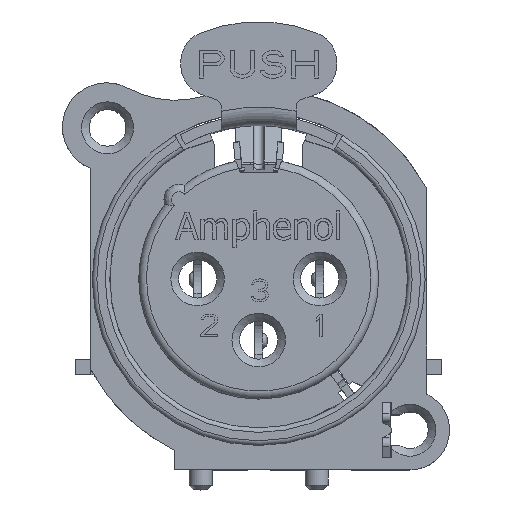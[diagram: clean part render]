
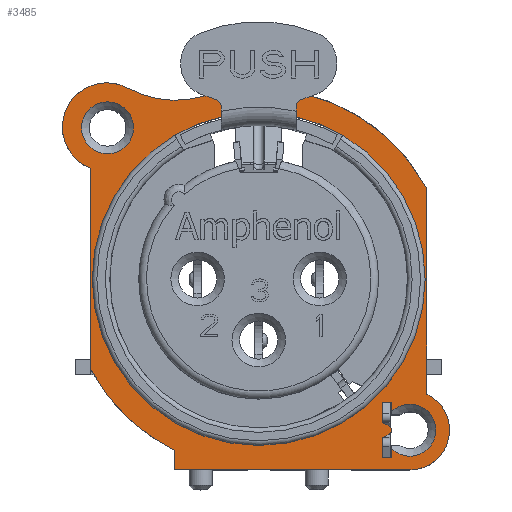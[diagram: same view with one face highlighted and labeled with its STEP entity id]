
A CAD part, top view. The second image highlights one B-rep face of the part: STEP entity #3485.
In plain terms, the highlighted planar face has unit normal (0, 0, 1).
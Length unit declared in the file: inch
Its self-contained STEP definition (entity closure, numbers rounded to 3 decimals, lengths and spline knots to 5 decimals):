
#3108=CARTESIAN_POINT('',(0.28941,0.91382,-0.10236));
#3109=VERTEX_POINT('',#3108);
#3203=CARTESIAN_POINT('',(0.72243,0.91382,-0.10236));
#3204=VERTEX_POINT('',#3203);
#3225=CARTESIAN_POINT('',(0.50592,0.54331,-0.10236));
#3226=DIRECTION('',(0.0,0.0,-1.0));
#3227=DIRECTION('',(-0.505,0.863,0.0));
#3228=AXIS2_PLACEMENT_3D('',#3225,#3226,#3227);
#3229=CIRCLE('',#3228,0.42913);
#3230=EDGE_CURVE('',#3109,#3204,#3229,.T.);
#3296=CARTESIAN_POINT('',(0.50592,0.54331,-0.10236));
#3297=DIRECTION('',(0.0,0.0,1.0));
#3298=DIRECTION('',(1.0,0.0,0.0));
#3299=AXIS2_PLACEMENT_3D('',#3296,#3297,#3298);
#3300=PLANE('',#3299);
#3301=CARTESIAN_POINT('',(0.93899,0.77705,-0.10236));
#3302=VERTEX_POINT('',#3301);
#3303=CARTESIAN_POINT('',(0.93899,0.24633,-0.10236));
#3304=VERTEX_POINT('',#3303);
#3305=CARTESIAN_POINT('',(0.93899,0.77705,-0.10236));
#3306=DIRECTION('',(0.0,-1.0,0.0));
#3307=VECTOR('',#3306,0.53073);
#3308=LINE('',#3305,#3307);
#3309=EDGE_CURVE('',#3302,#3304,#3308,.T.);
#3310=ORIENTED_EDGE('',*,*,#3309,.F.);
#3311=CARTESIAN_POINT('',(0.36479,1.01476,-0.10236));
#3312=VERTEX_POINT('',#3311);
#3313=CARTESIAN_POINT('',(0.50592,0.54331,-0.10236));
#3314=DIRECTION('',(0.0,0.0,1.0));
#3315=DIRECTION('',(0.88,0.475,0.0));
#3316=AXIS2_PLACEMENT_3D('',#3313,#3314,#3315);
#3317=CIRCLE('',#3316,0.49213);
#3318=EDGE_CURVE('',#3302,#3312,#3317,.T.);
#3319=ORIENTED_EDGE('',*,*,#3318,.T.);
#3320=CARTESIAN_POINT('',(0.16886,1.03527,-0.10236));
#3321=VERTEX_POINT('',#3320);
#3322=CARTESIAN_POINT('',(0.29141,1.25992,-0.10236));
#3323=DIRECTION('',(0.0,0.0,-1.0));
#3324=DIRECTION('',(0.287,-0.958,0.0));
#3325=AXIS2_PLACEMENT_3D('',#3322,#3323,#3324);
#3326=CIRCLE('',#3325,0.25591);
#3327=EDGE_CURVE('',#3312,#3321,#3326,.T.);
#3328=ORIENTED_EDGE('',*,*,#3327,.T.);
#3329=CARTESIAN_POINT('',(0.07285,0.82861,-0.10236));
#3330=VERTEX_POINT('',#3329);
#3331=CARTESIAN_POINT('',(0.11418,0.93504,-0.10236));
#3332=DIRECTION('',(0.0,0.0,-1.0));
#3333=DIRECTION('',(-0.362,-0.932,0.0));
#3334=AXIS2_PLACEMENT_3D('',#3331,#3332,#3333);
#3335=CIRCLE('',#3334,0.11417);
#3336=EDGE_CURVE('',#3330,#3321,#3335,.T.);
#3337=ORIENTED_EDGE('',*,*,#3336,.F.);
#3338=CARTESIAN_POINT('',(0.07285,0.30956,-0.10236));
#3339=VERTEX_POINT('',#3338);
#3340=CARTESIAN_POINT('',(0.07285,0.30956,-0.10236));
#3341=DIRECTION('',(0.0,1.0,0.0));
#3342=VECTOR('',#3341,0.51905);
#3343=LINE('',#3340,#3342);
#3344=EDGE_CURVE('',#3339,#3330,#3343,.T.);
#3345=ORIENTED_EDGE('',*,*,#3344,.F.);
#3346=CARTESIAN_POINT('',(0.28938,0.10138,-0.10236));
#3347=VERTEX_POINT('',#3346);
#3348=CARTESIAN_POINT('',(0.50592,0.54331,-0.10236));
#3349=DIRECTION('',(0.0,0.0,1.0));
#3350=DIRECTION('',(-0.88,-0.475,0.0));
#3351=AXIS2_PLACEMENT_3D('',#3348,#3349,#3350);
#3352=CIRCLE('',#3351,0.49213);
#3353=EDGE_CURVE('',#3339,#3347,#3352,.T.);
#3354=ORIENTED_EDGE('',*,*,#3353,.T.);
#3355=CARTESIAN_POINT('',(0.28938,0.05118,-0.10236));
#3356=VERTEX_POINT('',#3355);
#3357=CARTESIAN_POINT('',(0.28938,0.05118,-0.10236));
#3358=DIRECTION('',(0.0,1.0,0.0));
#3359=VECTOR('',#3358,0.0502);
#3360=LINE('',#3357,#3359);
#3361=EDGE_CURVE('',#3356,#3347,#3360,.T.);
#3362=ORIENTED_EDGE('',*,*,#3361,.F.);
#3363=CARTESIAN_POINT('',(0.89566,0.05118,-0.10236));
#3364=VERTEX_POINT('',#3363);
#3365=CARTESIAN_POINT('',(0.89566,0.05118,-0.10236));
#3366=DIRECTION('',(-1.0,0.0,0.0));
#3367=VECTOR('',#3366,0.60628);
#3368=LINE('',#3365,#3367);
#3369=EDGE_CURVE('',#3364,#3356,#3368,.T.);
#3370=ORIENTED_EDGE('',*,*,#3369,.F.);
#3371=CARTESIAN_POINT('',(0.89566,0.15356,-0.10236));
#3372=DIRECTION('',(0.0,0.0,1.0));
#3373=DIRECTION('',(1.0,0.0,0.0));
#3374=AXIS2_PLACEMENT_3D('',#3371,#3372,#3373);
#3375=CIRCLE('',#3374,0.10238);
#3376=EDGE_CURVE('',#3364,#3304,#3375,.T.);
#3377=ORIENTED_EDGE('',*,*,#3376,.T.);
#3378=EDGE_LOOP('',(#3310,#3319,#3328,#3337,#3345,#3354,#3362,#3370,#3377));
#3379=FACE_OUTER_BOUND('',#3378,.T.);
#3380=CARTESIAN_POINT('',(0.1831,0.93305,-0.10236));
#3381=VERTEX_POINT('',#3380);
#3382=CARTESIAN_POINT('',(0.11617,0.93305,-0.10236));
#3383=DIRECTION('',(0.0,0.0,-1.0));
#3384=DIRECTION('',(1.0,0.0,0.0));
#3385=AXIS2_PLACEMENT_3D('',#3382,#3383,#3384);
#3386=CIRCLE('',#3385,0.06693);
#3387=EDGE_CURVE('',#3381,#3381,#3386,.T.);
#3388=ORIENTED_EDGE('',*,*,#3387,.T.);
#3389=EDGE_LOOP('',(#3388));
#3390=FACE_BOUND('',#3389,.T.);
#3391=CARTESIAN_POINT('',(0.84844,0.22443,-0.10236));
#3392=VERTEX_POINT('',#3391);
#3393=CARTESIAN_POINT('',(0.84844,0.20099,-0.10236));
#3394=VERTEX_POINT('',#3393);
#3395=CARTESIAN_POINT('',(0.84844,0.22443,-0.10236));
#3396=DIRECTION('',(0.0,-1.0,0.0));
#3397=VECTOR('',#3396,0.02344);
#3398=LINE('',#3395,#3397);
#3399=EDGE_CURVE('',#3392,#3394,#3398,.T.);
#3400=ORIENTED_EDGE('',*,*,#3399,.T.);
#3401=CARTESIAN_POINT('',(0.84844,0.10614,-0.10236));
#3402=VERTEX_POINT('',#3401);
#3403=CARTESIAN_POINT('',(0.89566,0.15356,-0.10236));
#3404=DIRECTION('',(0.0,0.0,-1.0));
#3405=DIRECTION('',(1.0,0.0,0.0));
#3406=AXIS2_PLACEMENT_3D('',#3403,#3404,#3405);
#3407=CIRCLE('',#3406,0.06693);
#3408=EDGE_CURVE('',#3394,#3402,#3407,.T.);
#3409=ORIENTED_EDGE('',*,*,#3408,.T.);
#3410=CARTESIAN_POINT('',(0.84844,0.0827,-0.10236));
#3411=VERTEX_POINT('',#3410);
#3412=CARTESIAN_POINT('',(0.84844,0.10614,-0.10236));
#3413=DIRECTION('',(0.0,-1.0,0.0));
#3414=VECTOR('',#3413,0.02344);
#3415=LINE('',#3412,#3414);
#3416=EDGE_CURVE('',#3402,#3411,#3415,.T.);
#3417=ORIENTED_EDGE('',*,*,#3416,.T.);
#3418=CARTESIAN_POINT('',(0.82481,0.0827,-0.10236));
#3419=VERTEX_POINT('',#3418);
#3420=CARTESIAN_POINT('',(0.84844,0.0827,-0.10236));
#3421=DIRECTION('',(-1.0,0.0,0.0));
#3422=VECTOR('',#3421,0.02362);
#3423=LINE('',#3420,#3422);
#3424=EDGE_CURVE('',#3411,#3419,#3423,.T.);
#3425=ORIENTED_EDGE('',*,*,#3424,.T.);
#3426=CARTESIAN_POINT('',(0.82481,0.13388,-0.10236));
#3427=VERTEX_POINT('',#3426);
#3428=CARTESIAN_POINT('',(0.82481,0.0827,-0.10236));
#3429=DIRECTION('',(0.0,1.0,0.0));
#3430=VECTOR('',#3429,0.05118);
#3431=LINE('',#3428,#3430);
#3432=EDGE_CURVE('',#3419,#3427,#3431,.T.);
#3433=ORIENTED_EDGE('',*,*,#3432,.T.);
#3434=CARTESIAN_POINT('',(0.84217,0.14314,-0.10236));
#3435=VERTEX_POINT('',#3434);
#3436=CARTESIAN_POINT('',(0.82481,0.13388,-0.10236));
#3437=DIRECTION('',(0.882,0.471,0.0));
#3438=VECTOR('',#3437,0.01967);
#3439=LINE('',#3436,#3438);
#3440=EDGE_CURVE('',#3427,#3435,#3439,.T.);
#3441=ORIENTED_EDGE('',*,*,#3440,.T.);
#3442=CARTESIAN_POINT('',(0.84217,0.16398,-0.10236));
#3443=VERTEX_POINT('',#3442);
#3444=CARTESIAN_POINT('',(0.8366,0.15356,-0.10236));
#3445=DIRECTION('',(0.0,0.0,1.0));
#3446=DIRECTION('',(1.0,0.0,0.0));
#3447=AXIS2_PLACEMENT_3D('',#3444,#3445,#3446);
#3448=CIRCLE('',#3447,0.01181);
#3449=EDGE_CURVE('',#3435,#3443,#3448,.T.);
#3450=ORIENTED_EDGE('',*,*,#3449,.T.);
#3451=CARTESIAN_POINT('',(0.82481,0.17325,-0.10236));
#3452=VERTEX_POINT('',#3451);
#3453=CARTESIAN_POINT('',(0.84217,0.16398,-0.10236));
#3454=DIRECTION('',(-0.882,0.471,0.0));
#3455=VECTOR('',#3454,0.01967);
#3456=LINE('',#3453,#3455);
#3457=EDGE_CURVE('',#3443,#3452,#3456,.T.);
#3458=ORIENTED_EDGE('',*,*,#3457,.T.);
#3459=CARTESIAN_POINT('',(0.82481,0.22443,-0.10236));
#3460=VERTEX_POINT('',#3459);
#3461=CARTESIAN_POINT('',(0.82481,0.17325,-0.10236));
#3462=DIRECTION('',(0.0,1.0,0.0));
#3463=VECTOR('',#3462,0.05118);
#3464=LINE('',#3461,#3463);
#3465=EDGE_CURVE('',#3452,#3460,#3464,.T.);
#3466=ORIENTED_EDGE('',*,*,#3465,.T.);
#3467=CARTESIAN_POINT('',(0.82481,0.22443,-0.10236));
#3468=DIRECTION('',(1.0,0.0,0.0));
#3469=VECTOR('',#3468,0.02362);
#3470=LINE('',#3467,#3469);
#3471=EDGE_CURVE('',#3460,#3392,#3470,.T.);
#3472=ORIENTED_EDGE('',*,*,#3471,.T.);
#3473=EDGE_LOOP('',(#3400,#3409,#3417,#3425,#3433,#3441,#3450,#3458,#3466,#3472));
#3474=FACE_BOUND('',#3473,.T.);
#3475=ORIENTED_EDGE('',*,*,#3230,.T.);
#3476=CARTESIAN_POINT('',(0.50592,0.54331,-0.10236));
#3477=DIRECTION('',(0.0,0.0,-1.0));
#3478=DIRECTION('',(0.505,0.863,0.0));
#3479=AXIS2_PLACEMENT_3D('',#3476,#3477,#3478);
#3480=CIRCLE('',#3479,0.42913);
#3481=EDGE_CURVE('',#3204,#3109,#3480,.T.);
#3482=ORIENTED_EDGE('',*,*,#3481,.T.);
#3483=EDGE_LOOP('',(#3475,#3482));
#3484=FACE_BOUND('',#3483,.T.);
#3485=ADVANCED_FACE('',(#3379,#3390,#3474,#3484),#3300,.T.);
